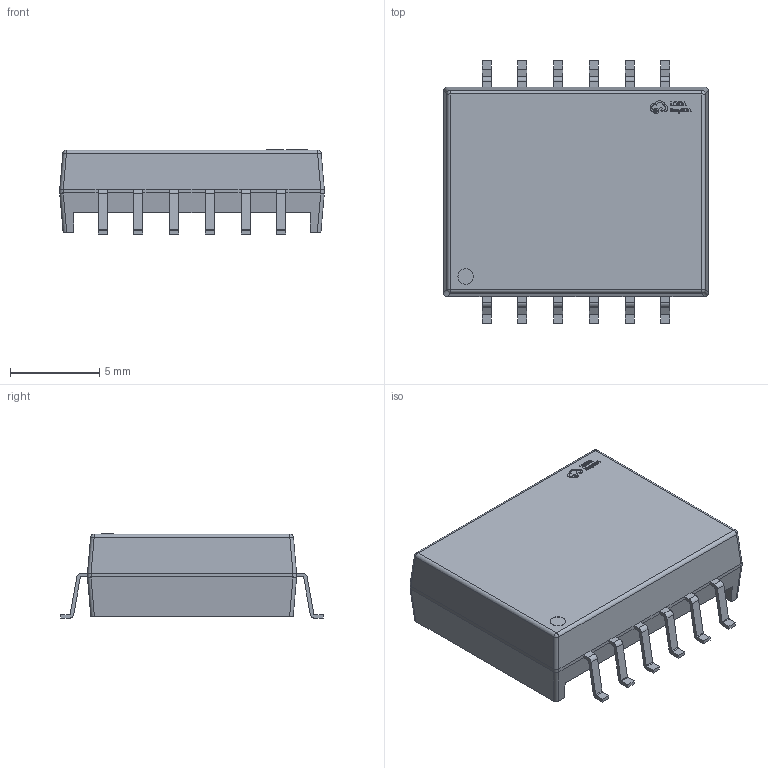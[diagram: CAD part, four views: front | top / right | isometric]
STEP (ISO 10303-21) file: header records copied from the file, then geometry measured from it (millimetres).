
FILE_DESCRIPTION (( 'STEP AP214' ), '1' );
FILE_NAME ('SMD-12_L14.8-W11.7-P2.00-LS14.7.STEP', '2023-11-05T12:34:58', ( '' ), ( '' ), 'SwSTEP 2.0', 'SolidWorks 2020', '' );
FILE_SCHEMA (( 'AUTOMOTIVE_DESIGN' ));
Length unit declared in the file: millimetre
Products named in the file (1): SMD-12_L14.8-W11.7-P2.00-LS14.7
Bounding box: 14.8 x 14.7 x 4.71 mm (x, y, z)
Volume: 612 mm3; surface area: 618 mm2
Topology: 1 solids, 1 shells, 433 faces, 1173 edges, 762 vertices
Faces by surface type: plane 265, bspline 98, cylinder 66, sphere 4
Entity records: 16370 total; most frequent: CARTESIAN_POINT 3759, ORIENTED_EDGE 2346, DIRECTION 1729, EDGE_CURVE 1173, LINE 833, VECTOR 833, VERTEX_POINT 762, EDGE_LOOP 453
